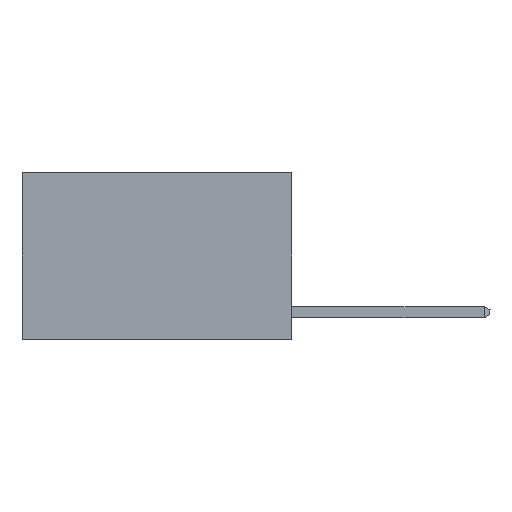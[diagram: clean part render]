
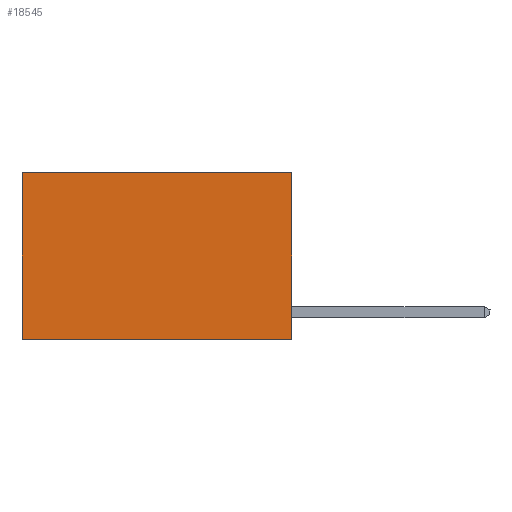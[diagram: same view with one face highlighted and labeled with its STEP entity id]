
A CAD part, left-side view. The second image highlights one B-rep face of the part: STEP entity #18545.
In plain terms, the highlighted planar face has unit normal (-1, 0, 0).
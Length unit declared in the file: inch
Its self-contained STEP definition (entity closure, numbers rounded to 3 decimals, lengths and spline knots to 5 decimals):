
#727 = CARTESIAN_POINT ( 'NONE',  ( 0.2625, 0., -0.37 ) ) ;
#3270 = DIRECTION ( 'NONE',  ( 0., 0., -1. ) ) ;
#3542 = DIRECTION ( 'NONE',  ( 0., 0., -1. ) ) ;
#3722 = LINE ( 'NONE', #727, #5098 ) ;
#5046 = VECTOR ( 'NONE', #25472, 39.37008 ) ;
#5098 = VECTOR ( 'NONE', #14272, 39.37008 ) ;
#6373 = EDGE_CURVE ( 'NONE', #26503, #18276, #3722, .T. ) ;
#8710 = CARTESIAN_POINT ( 'NONE',  ( 0.2625, 0., 0. ) ) ;
#10960 = ORIENTED_EDGE ( 'NONE', *, *, #28470, .F. ) ;
#11201 = CARTESIAN_POINT ( 'NONE',  ( 0.2625, 0.6, -0.37 ) ) ;
#11855 = AXIS2_PLACEMENT_3D ( 'NONE', #8710, #17571, #19809 ) ;
#12210 = CARTESIAN_POINT ( 'NONE',  ( 0.2625, 0., 0. ) ) ;
#12446 = LINE ( 'NONE', #13782, #26389 ) ;
#13782 = CARTESIAN_POINT ( 'NONE',  ( 0.2625, 0., 0. ) ) ;
#14187 = EDGE_CURVE ( 'NONE', #22555, #18276, #24268, .T. ) ;
#14272 = DIRECTION ( 'NONE',  ( 0., 1., 0. ) ) ;
#14666 = ORIENTED_EDGE ( 'NONE', *, *, #6373, .F. ) ;
#15731 = CARTESIAN_POINT ( 'NONE',  ( 0.2625, 0., -0.37 ) ) ;
#16900 = LINE ( 'NONE', #23222, #5046 ) ;
#17307 = EDGE_CURVE ( 'NONE', #18403, #22555, #16900, .T. ) ;
#17571 = DIRECTION ( 'NONE',  ( 1., 0., 0. ) ) ;
#17618 = EDGE_LOOP ( 'NONE', ( #27652, #14666, #10960, #21565 ) ) ;
#18276 = VERTEX_POINT ( 'NONE', #11201 ) ;
#18403 = VERTEX_POINT ( 'NONE', #12210 ) ;
#18545 = ADVANCED_FACE ( 'NONE', ( #22728 ), #28737, .F. ) ;
#19809 = DIRECTION ( 'NONE',  ( 0., 0., -1. ) ) ;
#21565 = ORIENTED_EDGE ( 'NONE', *, *, #17307, .T. ) ;
#22093 = CARTESIAN_POINT ( 'NONE',  ( 0.2625, 0.6, 0. ) ) ;
#22555 = VERTEX_POINT ( 'NONE', #23220 ) ;
#22728 = FACE_OUTER_BOUND ( 'NONE', #17618, .T. ) ;
#23220 = CARTESIAN_POINT ( 'NONE',  ( 0.2625, 0.6, 0. ) ) ;
#23222 = CARTESIAN_POINT ( 'NONE',  ( 0.2625, 0., 0. ) ) ;
#24268 = LINE ( 'NONE', #22093, #24618 ) ;
#24618 = VECTOR ( 'NONE', #3542, 39.37008 ) ;
#25472 = DIRECTION ( 'NONE',  ( 0., 1., 0. ) ) ;
#26389 = VECTOR ( 'NONE', #3270, 39.37008 ) ;
#26503 = VERTEX_POINT ( 'NONE', #15731 ) ;
#27652 = ORIENTED_EDGE ( 'NONE', *, *, #14187, .T. ) ;
#28470 = EDGE_CURVE ( 'NONE', #18403, #26503, #12446, .T. ) ;
#28737 = PLANE ( 'NONE',  #11855 ) ;
